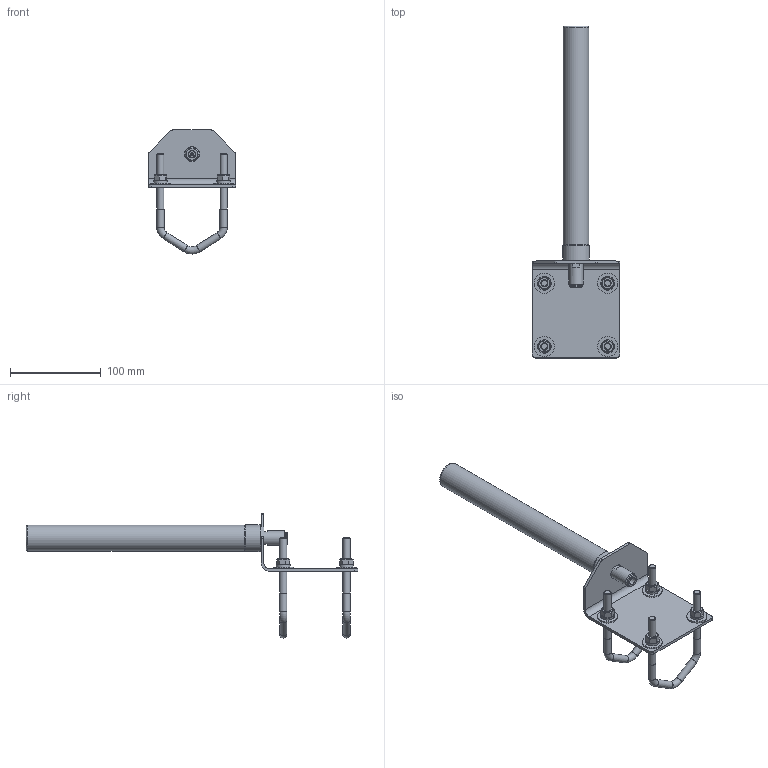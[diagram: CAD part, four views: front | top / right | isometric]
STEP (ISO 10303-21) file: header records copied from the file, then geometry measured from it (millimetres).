
FILE_DESCRIPTION (( 'STEP AP214' ), '1' );
FILE_NAME ('6GK57956MP000AA0_001_STEP.STEP', '2015-11-16T15:47:30', ( '' ), ( '' ), 'SwSTEP 2.0', 'SolidWorks 2014', '' );
FILE_SCHEMA (( 'AUTOMOTIVE_DESIGN' ));
Length unit declared in the file: millimetre
Products named in the file (3): Halter; Body; 6GK57956MP000AA0_001_STEP
Assembly tree (2 placements, depth 2):
  6GK57956MP000AA0_001_STEP
    Body
    Halter
Bounding box: 96.52 x 366.6 x 137 mm (x, y, z)
Volume: 249539.6 mm3; surface area: 72819.5 mm2
Topology: 2 solids, 2 shells, 177 faces, 388 edges, 255 vertices
Faces by surface type: plane 96, cylinder 53, cone 17, torus 11
Full cylindrical faces by diameter (mm): 3.073 x1, 7.11 x1, 7.937 x4, 7.938 x4, 8.052 x8, 8.534 x4, 9.525 x4, 10.312 x4, 13.45 x1, 15.138 x4, 15.748 x1, 16.667 x1, 22.225 x4, 28.575 x3, 29.591 x1
Entity records: 6483 total; most frequent: CARTESIAN_POINT 1142, DIRECTION 760, ORIENTED_EDGE 596, AXIS2_PLACEMENT_3D 328, EDGE_CURVE 298, EDGE_LOOP 292, VERTEX_POINT 234, FACE_OUTER_BOUND 229
